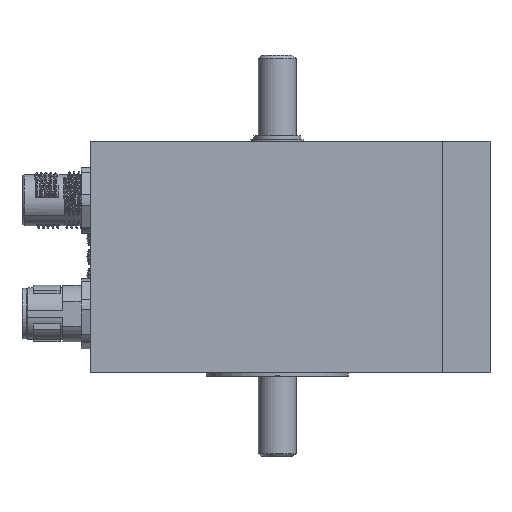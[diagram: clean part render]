
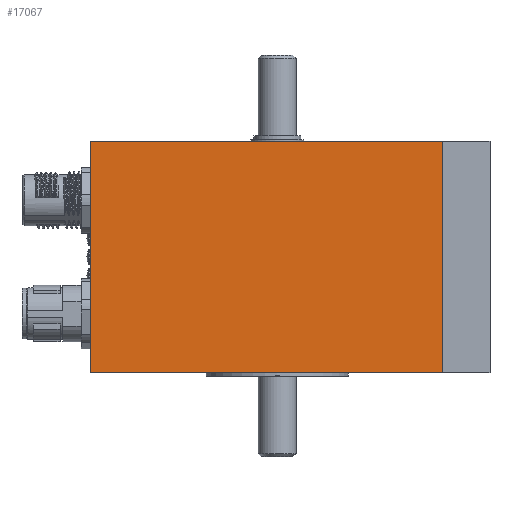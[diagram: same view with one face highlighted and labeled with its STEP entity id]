
A CAD part, left-side view. The second image highlights one B-rep face of the part: STEP entity #17067.
In plain terms, the highlighted planar face has unit normal (-1, 0, 0).
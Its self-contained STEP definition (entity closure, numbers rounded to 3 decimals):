
#1728 = ORIENTED_EDGE ( 'NONE', *, *, #29726, .T. ) ;
#4939 = VERTEX_POINT ( 'NONE', #24717 ) ;
#4984 = DIRECTION ( 'NONE',  ( 0., 0., -1. ) ) ;
#5090 = CARTESIAN_POINT ( 'NONE',  ( -20., 84.5, 49. ) ) ;
#5592 = VECTOR ( 'NONE', #4984, 1000. ) ;
#5852 = DIRECTION ( 'NONE',  ( 0., 1., 0. ) ) ;
#5856 = DIRECTION ( 'NONE',  ( 1., 0., 0. ) ) ;
#5879 = CARTESIAN_POINT ( 'NONE',  ( -20., 84.5, 49. ) ) ;
#7290 = CARTESIAN_POINT ( 'NONE',  ( -20., 10., 49. ) ) ;
#10373 = EDGE_CURVE ( 'NONE', #15861, #4939, #25360, .T. ) ;
#10742 = VECTOR ( 'NONE', #25347, 1000. ) ;
#12456 = AXIS2_PLACEMENT_3D ( 'NONE', #5879, #5856, #5852 ) ;
#15023 = CARTESIAN_POINT ( 'NONE',  ( -20., 84.5, 49. ) ) ;
#15026 = EDGE_CURVE ( 'NONE', #25730, #4939, #28571, .T. ) ;
#15369 = EDGE_CURVE ( 'NONE', #19473, #25730, #25652, .T. ) ;
#15861 = VERTEX_POINT ( 'NONE', #21390 ) ;
#16338 = VECTOR ( 'NONE', #28524, 1000. ) ;
#16371 = DIRECTION ( 'NONE',  ( 0., -1., 0. ) ) ;
#17067 = ADVANCED_FACE ( 'NONE', ( #26863 ), #17606, .F. ) ;
#17606 = PLANE ( 'NONE',  #12456 ) ;
#19473 = VERTEX_POINT ( 'NONE', #15023 ) ;
#21390 = CARTESIAN_POINT ( 'NONE',  ( -20., 84.5, 0. ) ) ;
#21488 = EDGE_LOOP ( 'NONE', ( #25095, #29167, #26280, #1728 ) ) ;
#21510 = LINE ( 'NONE', #5090, #5592 ) ;
#24575 = VECTOR ( 'NONE', #16371, 1000. ) ;
#24717 = CARTESIAN_POINT ( 'NONE',  ( -20., 10., 0. ) ) ;
#25095 = ORIENTED_EDGE ( 'NONE', *, *, #10373, .T. ) ;
#25347 = DIRECTION ( 'NONE',  ( 0., -1., 0. ) ) ;
#25352 = CARTESIAN_POINT ( 'NONE',  ( -20., 84.5, 0. ) ) ;
#25360 = LINE ( 'NONE', #25352, #10742 ) ;
#25626 = CARTESIAN_POINT ( 'NONE',  ( -20., 84.5, 49. ) ) ;
#25652 = LINE ( 'NONE', #25626, #24575 ) ;
#25730 = VERTEX_POINT ( 'NONE', #7290 ) ;
#26280 = ORIENTED_EDGE ( 'NONE', *, *, #15369, .F. ) ;
#26863 = FACE_OUTER_BOUND ( 'NONE', #21488, .T. ) ;
#28524 = DIRECTION ( 'NONE',  ( 0., 0., -1. ) ) ;
#28566 = CARTESIAN_POINT ( 'NONE',  ( -20., 10., 49. ) ) ;
#28571 = LINE ( 'NONE', #28566, #16338 ) ;
#29167 = ORIENTED_EDGE ( 'NONE', *, *, #15026, .F. ) ;
#29726 = EDGE_CURVE ( 'NONE', #19473, #15861, #21510, .T. ) ;
